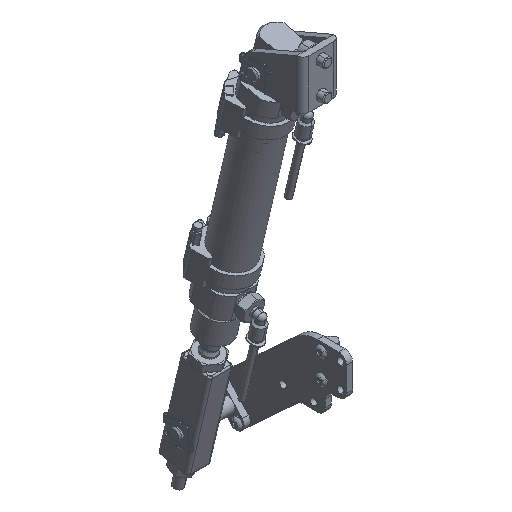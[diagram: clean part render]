
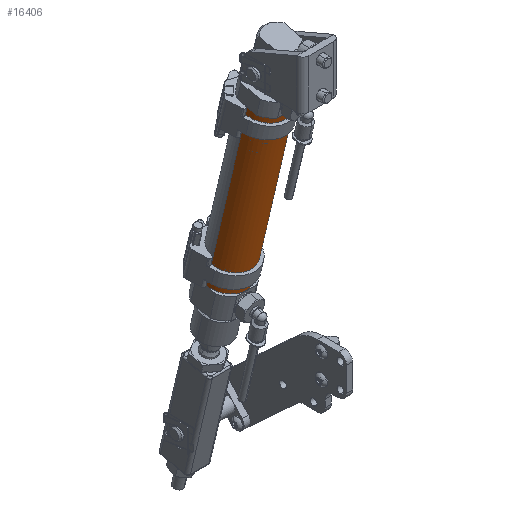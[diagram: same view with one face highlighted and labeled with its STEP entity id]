
A CAD part, isometric view. The second image highlights one B-rep face of the part: STEP entity #16406.
In plain terms, the highlighted cylindrical face has radius 13.25 mm (diameter 26.5 mm), a partial arc.
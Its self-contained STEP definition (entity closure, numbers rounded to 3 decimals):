
#568 = ORIENTED_EDGE ( 'NONE', *, *, #17549, .F. ) ;
#596 = LINE ( 'NONE', #8108, #5659 ) ;
#993 = AXIS2_PLACEMENT_3D ( 'NONE', #5966, #13610, #17747 ) ;
#2773 = ORIENTED_EDGE ( 'NONE', *, *, #6149, .T. ) ;
#2950 = CARTESIAN_POINT ( 'NONE',  ( 38., 0., -13.25 ) ) ;
#4049 = CYLINDRICAL_SURFACE ( 'NONE', #21332, 13.25 ) ;
#4877 = CIRCLE ( 'NONE', #20471, 13.25 ) ;
#5157 = CARTESIAN_POINT ( 'NONE',  ( 155.5, 0., -13.25 ) ) ;
#5659 = VECTOR ( 'NONE', #23584, 1000. ) ;
#5943 = VERTEX_POINT ( 'NONE', #20364 ) ;
#5966 = CARTESIAN_POINT ( 'NONE',  ( 155.5, 0., 0. ) ) ;
#5995 = CARTESIAN_POINT ( 'NONE',  ( 38., 0., 13.25 ) ) ;
#6149 = EDGE_CURVE ( 'NONE', #18635, #5943, #596, .T. ) ;
#6159 = ORIENTED_EDGE ( 'NONE', *, *, #15045, .T. ) ;
#6866 = CARTESIAN_POINT ( 'NONE',  ( 155.5, 0., -13.25 ) ) ;
#6973 = CIRCLE ( 'NONE', #993, 13.25 ) ;
#7220 = DIRECTION ( 'NONE',  ( 1., 0., 0. ) ) ;
#7948 = EDGE_LOOP ( 'NONE', ( #6159, #2773, #15695, #568 ) ) ;
#8108 = CARTESIAN_POINT ( 'NONE',  ( 155.5, 0., 13.25 ) ) ;
#8206 = DIRECTION ( 'NONE',  ( 0., 0., -1. ) ) ;
#8877 = EDGE_CURVE ( 'NONE', #5943, #13543, #6973, .T. ) ;
#11049 = DIRECTION ( 'NONE',  ( 0., 0., -1. ) ) ;
#13063 = CARTESIAN_POINT ( 'NONE',  ( 38., 0., 0. ) ) ;
#13543 = VERTEX_POINT ( 'NONE', #5157 ) ;
#13610 = DIRECTION ( 'NONE',  ( -1., 0., 0. ) ) ;
#15045 = EDGE_CURVE ( 'NONE', #22034, #18635, #4877, .T. ) ;
#15695 = ORIENTED_EDGE ( 'NONE', *, *, #8877, .T. ) ;
#15827 = DIRECTION ( 'NONE',  ( 1., 0., 0. ) ) ;
#16406 = ADVANCED_FACE ( 'NONE', ( #21572 ), #4049, .T. ) ;
#16512 = LINE ( 'NONE', #6866, #18504 ) ;
#17479 = CARTESIAN_POINT ( 'NONE',  ( 155.5, 0., 0. ) ) ;
#17549 = EDGE_CURVE ( 'NONE', #22034, #13543, #16512, .T. ) ;
#17747 = DIRECTION ( 'NONE',  ( 0., 0., -1. ) ) ;
#18417 = DIRECTION ( 'NONE',  ( 1., 0., 0. ) ) ;
#18504 = VECTOR ( 'NONE', #7220, 1000. ) ;
#18635 = VERTEX_POINT ( 'NONE', #5995 ) ;
#20364 = CARTESIAN_POINT ( 'NONE',  ( 155.5, 0., 13.25 ) ) ;
#20471 = AXIS2_PLACEMENT_3D ( 'NONE', #13063, #18417, #11049 ) ;
#21332 = AXIS2_PLACEMENT_3D ( 'NONE', #17479, #15827, #8206 ) ;
#21572 = FACE_OUTER_BOUND ( 'NONE', #7948, .T. ) ;
#22034 = VERTEX_POINT ( 'NONE', #2950 ) ;
#23584 = DIRECTION ( 'NONE',  ( 1., 0., 0. ) ) ;
